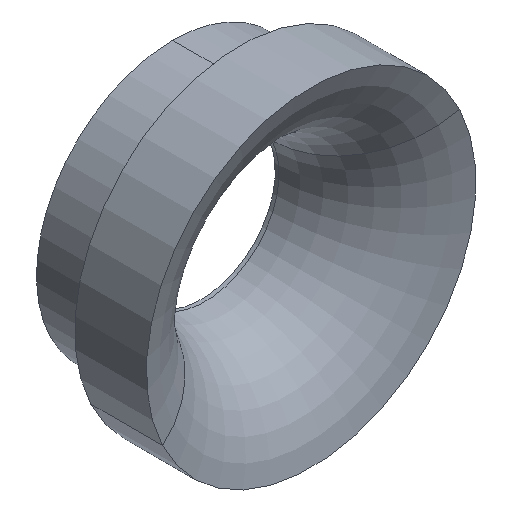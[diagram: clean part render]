
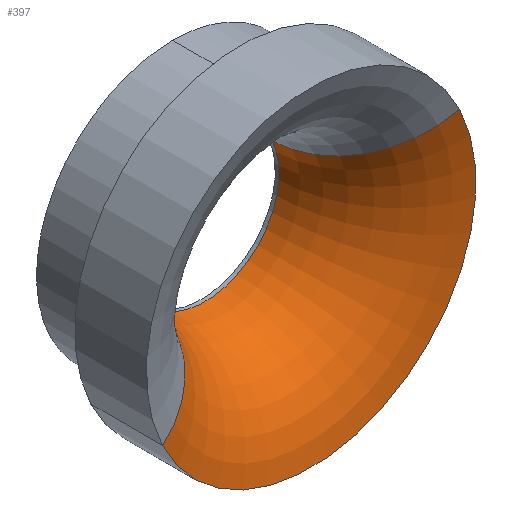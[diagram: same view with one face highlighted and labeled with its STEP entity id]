
A CAD part, isometric view. The second image highlights one B-rep face of the part: STEP entity #397.
In plain terms, the highlighted toroidal (fillet/blend) face has major radius 38.496 mm and minor radius 23 mm.
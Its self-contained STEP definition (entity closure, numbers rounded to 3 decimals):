
#300=CARTESIAN_POINT('Vertex',(-34.5,0.,0.)) ;
#303=CARTESIAN_POINT('Axis2P3D Location',(0.,0.,0.)) ;
#307=CARTESIAN_POINT('Vertex',(34.5,0.,0.)) ;
#367=CARTESIAN_POINT('Axis2P3D Location',(0.,22.65,0.)) ;
#372=CARTESIAN_POINT('Axis2P3D Location',(-38.496,22.65,0.)) ;
#376=CARTESIAN_POINT('Vertex',(-15.5,22.2,0.)) ;
#379=CARTESIAN_POINT('Axis2P3D Location',(0.,22.2,0.)) ;
#383=CARTESIAN_POINT('Vertex',(15.5,22.2,0.)) ;
#386=CARTESIAN_POINT('Axis2P3D Location',(38.496,22.65,0.)) ;
#304=DIRECTION('Axis2P3D Direction',(0.,-1.,-0.)) ;
#368=DIRECTION('Axis2P3D Direction',(0.,-1.,-0.)) ;
#369=DIRECTION('Axis2P3D XDirection',(1.,0.,0.)) ;
#373=DIRECTION('Axis2P3D Direction',(0.,0.,1.)) ;
#380=DIRECTION('Axis2P3D Direction',(0.,-1.,-0.)) ;
#387=DIRECTION('Axis2P3D Direction',(0.,0.,-1.)) ;
#305=AXIS2_PLACEMENT_3D('Circle Axis2P3D',#303,#304,$) ;
#370=AXIS2_PLACEMENT_3D('Torus Axis2P3D',#367,#368,#369) ;
#374=AXIS2_PLACEMENT_3D('Circle Axis2P3D',#372,#373,$) ;
#381=AXIS2_PLACEMENT_3D('Circle Axis2P3D',#379,#380,$) ;
#388=AXIS2_PLACEMENT_3D('Circle Axis2P3D',#386,#387,$) ;
#392=ORIENTED_EDGE('',*,*,#309,.T.) ;
#393=ORIENTED_EDGE('',*,*,#378,.T.) ;
#394=ORIENTED_EDGE('',*,*,#385,.F.) ;
#395=ORIENTED_EDGE('',*,*,#390,.F.) ;
#397=ADVANCED_FACE('\X2\65CB8F6C\X0\1',(#396),#371,.T.) ;
#306=CIRCLE('generated circle',#305,34.5) ;
#375=CIRCLE('generated circle',#374,23.) ;
#382=CIRCLE('generated circle',#381,15.5) ;
#389=CIRCLE('generated circle',#388,23.) ;
#371=TOROIDAL_SURFACE('homeo Torus',#370,38.496,23.) ;
#309=EDGE_CURVE('',#308,#301,#306,.T.) ;
#378=EDGE_CURVE('',#301,#377,#375,.T.) ;
#385=EDGE_CURVE('',#384,#377,#382,.T.) ;
#390=EDGE_CURVE('',#308,#384,#389,.T.) ;
#391=EDGE_LOOP('',(#392,#393,#394,#395)) ;
#396=FACE_OUTER_BOUND('',#391,.T.) ;
#301=VERTEX_POINT('',#300) ;
#308=VERTEX_POINT('',#307) ;
#377=VERTEX_POINT('',#376) ;
#384=VERTEX_POINT('',#383) ;
